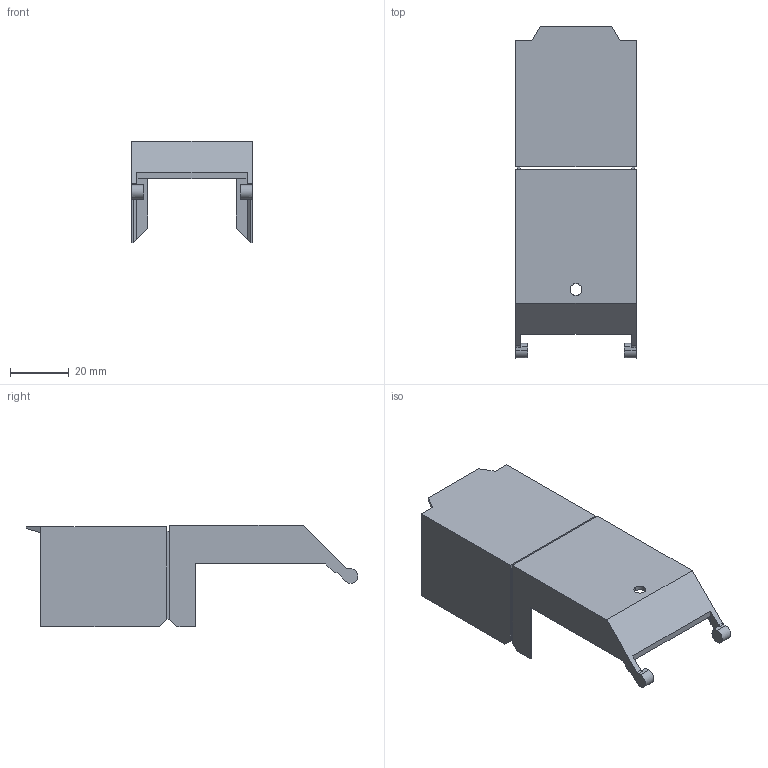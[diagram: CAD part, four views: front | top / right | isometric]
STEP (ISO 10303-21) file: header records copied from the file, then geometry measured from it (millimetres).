
FILE_DESCRIPTION(('CATIA V5 STEP Exchange','CAx-IF Rec.Pracs.--- Model Styling and Organization---1.4--- 2014-01-23'),'2;1');
FILE_NAME ('D1448077_0', '2020-02-18T07:57:03+00:00', ('none'), ('Weidmueller'), 'CATIA Version 5-6 Release 2016 SP3 HF44', 'CATIA V5 STEP AP214', 'none');
FILE_SCHEMA(('AUTOMOTIVE_DESIGN { 1 0 10303 214 1 1 1 1 }'));
Length unit declared in the file: millimetre
Products named in the file (1): 1064680000_WAH_120_BL
Bounding box: 41 x 112.72 x 34.5 mm (x, y, z)
Volume: 13161.1 mm3; surface area: 19188.5 mm2
Topology: 1 solids, 2 shells, 77 faces, 268 edges, 191 vertices
Faces by surface type: plane 65, cylinder 10, sphere 2
Entity records: 2766 total; most frequent: ORIENTED_EDGE 532, CARTESIAN_POINT 509, DIRECTION 368, EDGE_CURVE 266, VECTOR 232, LINE 232, VERTEX_POINT 191, AXIS2_PLACEMENT_3D 86
